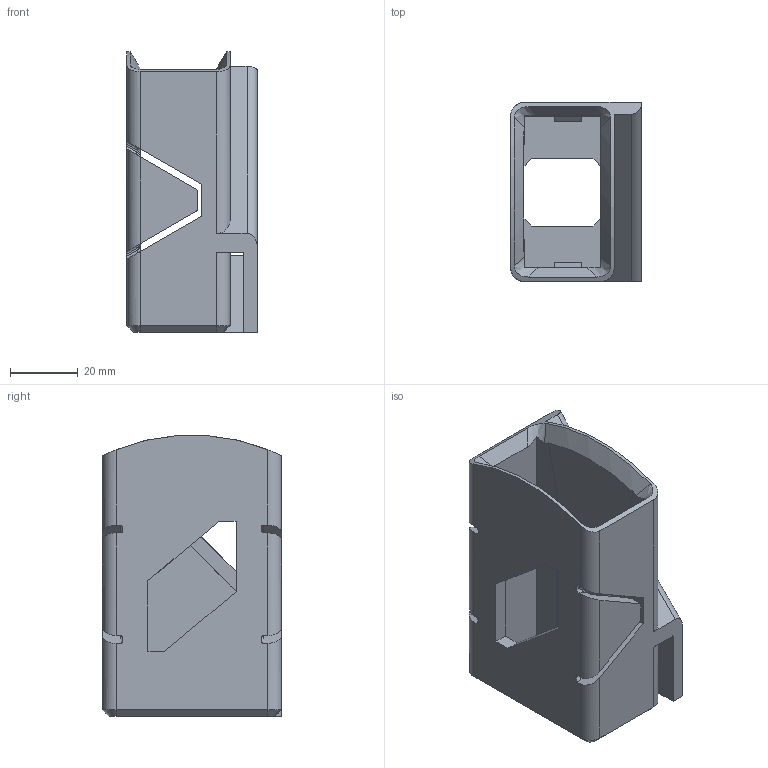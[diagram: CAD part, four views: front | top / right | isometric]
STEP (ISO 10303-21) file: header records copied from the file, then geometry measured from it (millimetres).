
FILE_DESCRIPTION(/* description */ (''),/* implementation_level */ '2;1');
FILE_NAME(/* name */ 'DZP Katana Mag Holder 45deg for Thanh FPT.step',/* time_stamp */ '2023-02-26T17:27:32-08:00',/* author */ (''),/* organization */ (''),/* preprocessor_version */ 'ST-DEVELOPER v19.2',/* originating_system */ 'Autodesk Translation Framework v11.17.0.187',/* authorisation */ '');
FILE_SCHEMA (('AUTOMOTIVE_DESIGN { 1 0 10303 214 3 1 1 }'));
Length unit declared in the file: millimetre
Products named in the file (1): Katana Holder Thanh
Bounding box: 38.5 x 52.8 x 82.84 mm (x, y, z)
Volume: 53985.6 mm3; surface area: 30723.9 mm2
Topology: 1 solids, 1 shells, 128 faces, 382 edges, 248 vertices
Faces by surface type: plane 81, cylinder 25, bspline 18, cone 4
Entity records: 4945 total; most frequent: CARTESIAN_POINT 1535, ORIENTED_EDGE 764, DIRECTION 623, EDGE_CURVE 382, LINE 267, VECTOR 267, VERTEX_POINT 248, AXIS2_PLACEMENT_3D 178
